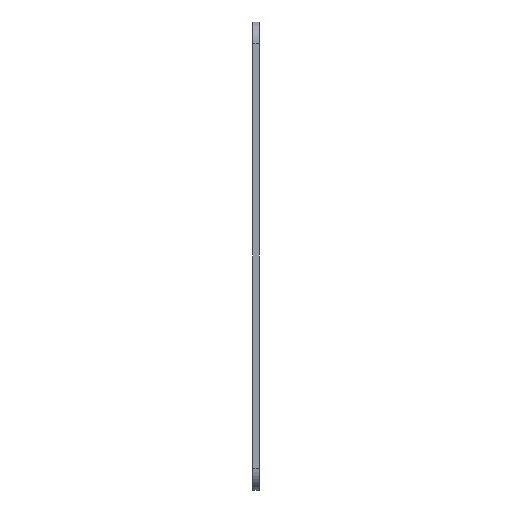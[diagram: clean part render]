
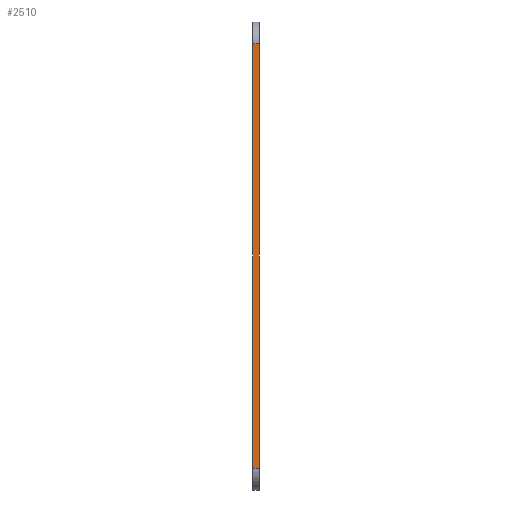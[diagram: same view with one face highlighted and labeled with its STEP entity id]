
A CAD part, left-side view. The second image highlights one B-rep face of the part: STEP entity #2510.
In plain terms, the highlighted planar face has unit normal (-1, 0, 0).
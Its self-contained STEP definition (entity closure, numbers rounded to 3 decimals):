
#77 = FACE_OUTER_BOUND ( 'NONE', #1878, .T. ) ;
#188 = CARTESIAN_POINT ( 'NONE',  ( -41.5, 0., -49. ) ) ;
#226 = CARTESIAN_POINT ( 'NONE',  ( -41.5, 0., 49. ) ) ;
#300 = VECTOR ( 'NONE', #2959, 1000. ) ;
#361 = VECTOR ( 'NONE', #856, 1000. ) ;
#363 = CARTESIAN_POINT ( 'NONE',  ( -41.5, -53.45, 49. ) ) ;
#702 = LINE ( 'NONE', #994, #300 ) ;
#819 = VERTEX_POINT ( 'NONE', #3547 ) ;
#856 = DIRECTION ( 'NONE',  ( 0., 0., 1. ) ) ;
#877 = CARTESIAN_POINT ( 'NONE',  ( -41.5, -53.45, 54. ) ) ;
#907 = CARTESIAN_POINT ( 'NONE',  ( -41.5, 1.55, 54. ) ) ;
#994 = CARTESIAN_POINT ( 'NONE',  ( -41.5, 0., 0. ) ) ;
#1191 = DIRECTION ( 'NONE',  ( -1., 0., 0. ) ) ;
#1211 = LINE ( 'NONE', #2356, #2055 ) ;
#1257 = LINE ( 'NONE', #363, #3056 ) ;
#1268 = VERTEX_POINT ( 'NONE', #188 ) ;
#1408 = ORIENTED_EDGE ( 'NONE', *, *, #3075, .T. ) ;
#1489 = ORIENTED_EDGE ( 'NONE', *, *, #3404, .T. ) ;
#1494 = EDGE_CURVE ( 'NONE', #2803, #819, #1745, .T. ) ;
#1496 = DIRECTION ( 'NONE',  ( 0., 1., 0. ) ) ;
#1719 = AXIS2_PLACEMENT_3D ( 'NONE', #877, #1191, #2519 ) ;
#1745 = LINE ( 'NONE', #907, #361 ) ;
#1878 = EDGE_LOOP ( 'NONE', ( #1408, #3367, #2395, #1489 ) ) ;
#2055 = VECTOR ( 'NONE', #3480, 1000. ) ;
#2356 = CARTESIAN_POINT ( 'NONE',  ( -41.5, -53.45, -49. ) ) ;
#2395 = ORIENTED_EDGE ( 'NONE', *, *, #1494, .F. ) ;
#2510 = ADVANCED_FACE ( 'NONE', ( #77 ), #3372, .T. ) ;
#2519 = DIRECTION ( 'NONE',  ( 0., 0., 1. ) ) ;
#2618 = EDGE_CURVE ( 'NONE', #2674, #819, #1257, .T. ) ;
#2674 = VERTEX_POINT ( 'NONE', #226 ) ;
#2723 = CARTESIAN_POINT ( 'NONE',  ( -41.5, 1.55, -49. ) ) ;
#2803 = VERTEX_POINT ( 'NONE', #2723 ) ;
#2959 = DIRECTION ( 'NONE',  ( 0., 0., 1. ) ) ;
#3056 = VECTOR ( 'NONE', #1496, 1000. ) ;
#3075 = EDGE_CURVE ( 'NONE', #1268, #2674, #702, .T. ) ;
#3367 = ORIENTED_EDGE ( 'NONE', *, *, #2618, .T. ) ;
#3372 = PLANE ( 'NONE',  #1719 ) ;
#3404 = EDGE_CURVE ( 'NONE', #2803, #1268, #1211, .T. ) ;
#3480 = DIRECTION ( 'NONE',  ( 0., -1., 0. ) ) ;
#3547 = CARTESIAN_POINT ( 'NONE',  ( -41.5, 1.55, 49. ) ) ;
